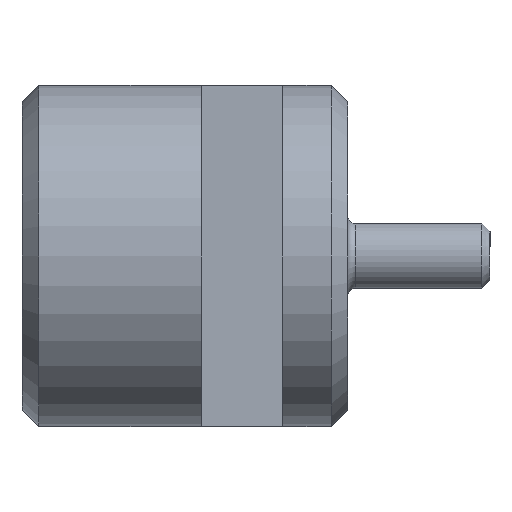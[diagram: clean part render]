
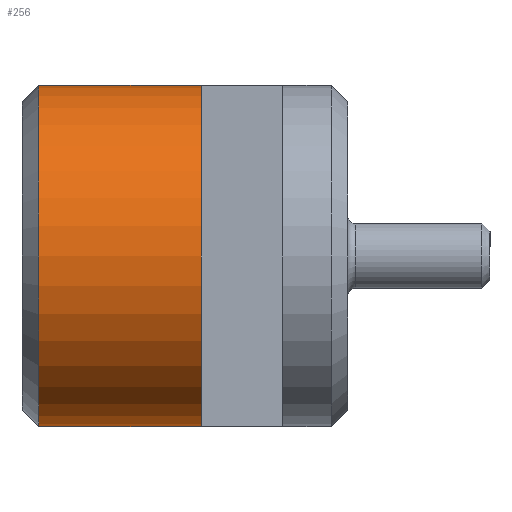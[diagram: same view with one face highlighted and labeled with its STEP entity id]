
A CAD part, left-side view. The second image highlights one B-rep face of the part: STEP entity #256.
In plain terms, the highlighted cylindrical face has radius 2.1 mm (diameter 4.2 mm), a partial arc.
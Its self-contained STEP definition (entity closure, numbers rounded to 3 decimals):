
#61 = CARTESIAN_POINT ( 'NONE',  ( -8.3, 0., 0. ) ) ;
#99 = VERTEX_POINT ( 'NONE', #324 ) ;
#198 = FACE_OUTER_BOUND ( 'NONE', #236, .T. ) ;
#236 = EDGE_LOOP ( 'NONE', ( #4593, #1504, #694, #5451, #3994 ) ) ;
#256 = ADVANCED_FACE ( 'NONE', ( #198 ), #2182, .T. ) ;
#318 = AXIS2_PLACEMENT_3D ( 'NONE', #3457, #4279, #3850 ) ;
#324 = CARTESIAN_POINT ( 'NONE',  ( -8.3, 3.8, -2.1 ) ) ;
#669 = CIRCLE ( 'NONE', #318, 2.1 ) ;
#694 = ORIENTED_EDGE ( 'NONE', *, *, #3833, .F. ) ;
#726 = DIRECTION ( 'NONE',  ( 0., -1., 0. ) ) ;
#740 = VECTOR ( 'NONE', #914, 1000. ) ;
#753 = EDGE_CURVE ( 'NONE', #3774, #4648, #4416, .T. ) ;
#914 = DIRECTION ( 'NONE',  ( 0., 1., 0. ) ) ;
#1214 = CIRCLE ( 'NONE', #2469, 2.1 ) ;
#1504 = ORIENTED_EDGE ( 'NONE', *, *, #5136, .T. ) ;
#1612 = DIRECTION ( 'NONE',  ( 0., 0., 1. ) ) ;
#1743 = DIRECTION ( 'NONE',  ( 0., 1., 0. ) ) ;
#1793 = AXIS2_PLACEMENT_3D ( 'NONE', #61, #1743, #2098 ) ;
#1944 = VERTEX_POINT ( 'NONE', #4646 ) ;
#1961 = CARTESIAN_POINT ( 'NONE',  ( -8.3, 3.8, 2.1 ) ) ;
#2019 = CARTESIAN_POINT ( 'NONE',  ( -8.3, 1.8, 0. ) ) ;
#2098 = DIRECTION ( 'NONE',  ( 0., 0., 1. ) ) ;
#2182 = CYLINDRICAL_SURFACE ( 'NONE', #1793, 2.1 ) ;
#2336 = EDGE_CURVE ( 'NONE', #1944, #5189, #1214, .T. ) ;
#2469 = AXIS2_PLACEMENT_3D ( 'NONE', #2019, #726, #1612 ) ;
#2802 = CARTESIAN_POINT ( 'NONE',  ( -8.3, 1.8, -2.1 ) ) ;
#3064 = LINE ( 'NONE', #3098, #740 ) ;
#3098 = CARTESIAN_POINT ( 'NONE',  ( -8.3, 0., -2.1 ) ) ;
#3129 = EDGE_CURVE ( 'NONE', #3774, #1944, #4846, .T. ) ;
#3457 = CARTESIAN_POINT ( 'NONE',  ( -8.3, 3.8, 0. ) ) ;
#3774 = VERTEX_POINT ( 'NONE', #4161 ) ;
#3833 = EDGE_CURVE ( 'NONE', #5189, #99, #3064, .T. ) ;
#3850 = DIRECTION ( 'NONE',  ( 0., 0., 1. ) ) ;
#3994 = ORIENTED_EDGE ( 'NONE', *, *, #3129, .F. ) ;
#4045 = AXIS2_PLACEMENT_3D ( 'NONE', #4260, #5072, #4723 ) ;
#4161 = CARTESIAN_POINT ( 'NONE',  ( -8.3, 1.8, 2.1 ) ) ;
#4260 = CARTESIAN_POINT ( 'NONE',  ( -8.3, 1.8, 0. ) ) ;
#4279 = DIRECTION ( 'NONE',  ( 0., -1., 0. ) ) ;
#4416 = LINE ( 'NONE', #4533, #4931 ) ;
#4533 = CARTESIAN_POINT ( 'NONE',  ( -8.3, 0., 2.1 ) ) ;
#4593 = ORIENTED_EDGE ( 'NONE', *, *, #753, .T. ) ;
#4646 = CARTESIAN_POINT ( 'NONE',  ( -10.4, 1.8, 0. ) ) ;
#4648 = VERTEX_POINT ( 'NONE', #1961 ) ;
#4723 = DIRECTION ( 'NONE',  ( 0., 0., 1. ) ) ;
#4846 = CIRCLE ( 'NONE', #4045, 2.1 ) ;
#4931 = VECTOR ( 'NONE', #5390, 1000. ) ;
#5072 = DIRECTION ( 'NONE',  ( 0., -1., 0. ) ) ;
#5136 = EDGE_CURVE ( 'NONE', #4648, #99, #669, .T. ) ;
#5189 = VERTEX_POINT ( 'NONE', #2802 ) ;
#5390 = DIRECTION ( 'NONE',  ( 0., 1., 0. ) ) ;
#5451 = ORIENTED_EDGE ( 'NONE', *, *, #2336, .F. ) ;
